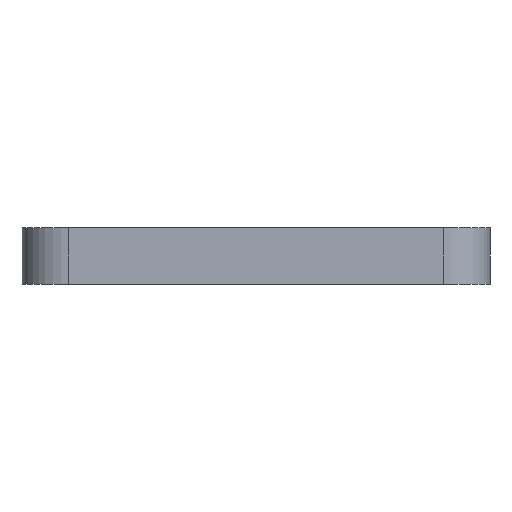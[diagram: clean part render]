
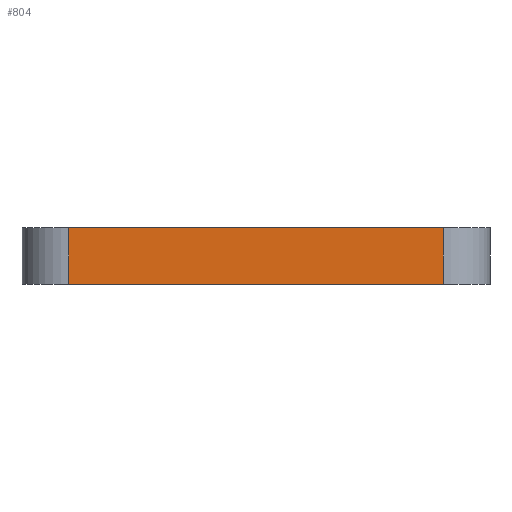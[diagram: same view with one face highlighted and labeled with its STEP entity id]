
A CAD part, left-side view. The second image highlights one B-rep face of the part: STEP entity #804.
In plain terms, the highlighted planar face has unit normal (-1, 0, 0).
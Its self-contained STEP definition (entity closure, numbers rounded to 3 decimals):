
#1 = ORIENTED_EDGE ( 'NONE', *, *, #272, .F. ) ;
#3 = ORIENTED_EDGE ( 'NONE', *, *, #797, .T. ) ;
#10 = ORIENTED_EDGE ( 'NONE', *, *, #738, .T. ) ;
#43 = DIRECTION ( 'NONE',  ( -1., 0., 0. ) ) ;
#46 = CARTESIAN_POINT ( 'NONE',  ( -75., -24.9, 6. ) ) ;
#47 = FACE_OUTER_BOUND ( 'NONE', #511, .T. ) ;
#94 = EDGE_CURVE ( 'NONE', #258, #379, #497, .T. ) ;
#107 = VERTEX_POINT ( 'NONE', #751 ) ;
#143 = VECTOR ( 'NONE', #485, 1000. ) ;
#237 = PLANE ( 'NONE',  #712 ) ;
#252 = CARTESIAN_POINT ( 'NONE',  ( -75., -24.9, 0. ) ) ;
#258 = VERTEX_POINT ( 'NONE', #317 ) ;
#272 = EDGE_CURVE ( 'NONE', #107, #461, #637, .T. ) ;
#294 = CARTESIAN_POINT ( 'NONE',  ( -75., 19.9, 6. ) ) ;
#299 = CARTESIAN_POINT ( 'NONE',  ( -75., -19.9, 6. ) ) ;
#308 = LINE ( 'NONE', #299, #321 ) ;
#317 = CARTESIAN_POINT ( 'NONE',  ( -75., -19.9, 6. ) ) ;
#321 = VECTOR ( 'NONE', #622, 1000. ) ;
#379 = VERTEX_POINT ( 'NONE', #536 ) ;
#420 = LINE ( 'NONE', #294, #143 ) ;
#432 = CARTESIAN_POINT ( 'NONE',  ( -75., 19.9, 0. ) ) ;
#461 = VERTEX_POINT ( 'NONE', #432 ) ;
#485 = DIRECTION ( 'NONE',  ( 0., 0., -1. ) ) ;
#497 = LINE ( 'NONE', #46, #745 ) ;
#511 = EDGE_LOOP ( 'NONE', ( #1, #3, #635, #10 ) ) ;
#536 = CARTESIAN_POINT ( 'NONE',  ( -75., 19.9, 6. ) ) ;
#551 = DIRECTION ( 'NONE',  ( 0., 0., 1. ) ) ;
#562 = CARTESIAN_POINT ( 'NONE',  ( -75., -24.9, 6. ) ) ;
#576 = DIRECTION ( 'NONE',  ( 0., 1., 0. ) ) ;
#621 = DIRECTION ( 'NONE',  ( 0., 1., 0. ) ) ;
#622 = DIRECTION ( 'NONE',  ( 0., 0., 1. ) ) ;
#635 = ORIENTED_EDGE ( 'NONE', *, *, #94, .T. ) ;
#637 = LINE ( 'NONE', #252, #818 ) ;
#712 = AXIS2_PLACEMENT_3D ( 'NONE', #562, #43, #551 ) ;
#738 = EDGE_CURVE ( 'NONE', #379, #461, #420, .T. ) ;
#745 = VECTOR ( 'NONE', #621, 1000. ) ;
#751 = CARTESIAN_POINT ( 'NONE',  ( -75., -19.9, 0. ) ) ;
#797 = EDGE_CURVE ( 'NONE', #107, #258, #308, .T. ) ;
#804 = ADVANCED_FACE ( 'NONE', ( #47 ), #237, .T. ) ;
#818 = VECTOR ( 'NONE', #576, 1000. ) ;
